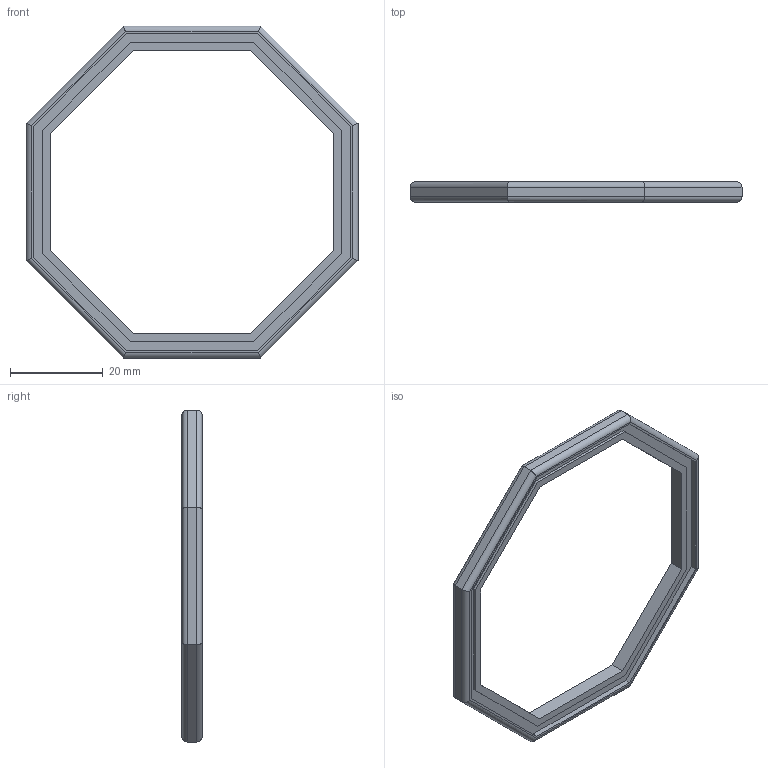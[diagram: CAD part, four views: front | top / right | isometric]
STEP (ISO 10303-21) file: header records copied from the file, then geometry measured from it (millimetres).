
FILE_DESCRIPTION(/* description */ (''),/* implementation_level */ '2;1');
FILE_NAME(/* name */ 'OV-PAM_n_8_standard_ring.stp',/* time_stamp */ '2023-08-31T17:47:02+09:00',/* author */ ('jsw'),/* organization */ (''),/* preprocessor_version */ 'ST-DEVELOPER v19.2',/* originating_system */ 'Autodesk Inventor 2024',/* authorisation */ '');
FILE_SCHEMA (('AUTOMOTIVE_DESIGN { 1 0 10303 214 3 1 1 }'));
Length unit declared in the file: millimetre
Products named in the file (1): OV-PAM_ring_2
Bounding box: 71.58 x 4.4 x 71.58 mm (x, y, z)
Volume: 3432.2 mm3; surface area: 4534.4 mm2
Topology: 1 solids, 1 shells, 70 faces, 176 edges, 112 vertices
Faces by surface type: plane 54, cylinder 16
Entity records: 2095 total; most frequent: CARTESIAN_POINT 359, ORIENTED_EDGE 352, DIRECTION 334, EDGE_CURVE 176, LINE 160, VECTOR 160, VERTEX_POINT 112, AXIS2_PLACEMENT_3D 87
